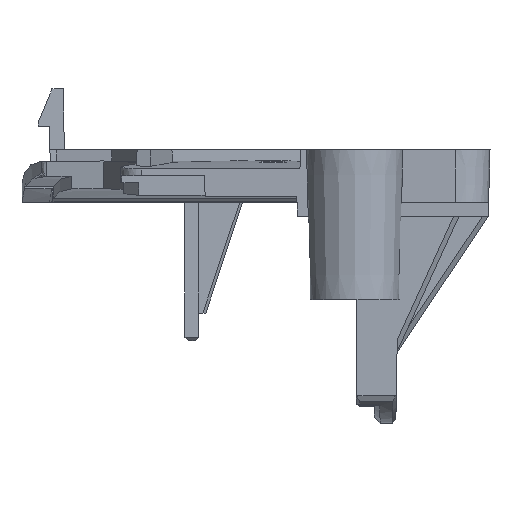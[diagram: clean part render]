
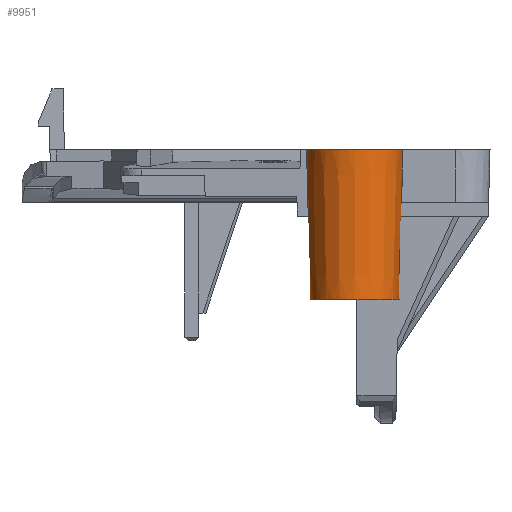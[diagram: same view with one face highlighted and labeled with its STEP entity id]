
A CAD part, left-side view. The second image highlights one B-rep face of the part: STEP entity #9951.
In plain terms, the highlighted conical face has half-angle 1.5 degrees and reference radius 3.202 mm.
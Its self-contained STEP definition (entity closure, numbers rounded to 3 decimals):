
#70=(
BOUNDED_CURVE()
B_SPLINE_CURVE(2,(#21609,#21610,#21611),.UNSPECIFIED.,.F.,.F.)
B_SPLINE_CURVE_WITH_KNOTS((3,3),(2.584,2.672),
 .UNSPECIFIED.)
CURVE()
GEOMETRIC_REPRESENTATION_ITEM()
RATIONAL_B_SPLINE_CURVE((1.,1.,1.))
REPRESENTATION_ITEM('')
);
#85=(
BOUNDED_CURVE()
B_SPLINE_CURVE(2,(#22343,#22344,#22345),.UNSPECIFIED.,.F.,.F.)
B_SPLINE_CURVE_WITH_KNOTS((3,3),(4.366,4.83),
 .UNSPECIFIED.)
CURVE()
GEOMETRIC_REPRESENTATION_ITEM()
RATIONAL_B_SPLINE_CURVE((1.,1.,1.))
REPRESENTATION_ITEM('')
);
#1336=FACE_OUTER_BOUND('',#1877,.T.);
#1877=EDGE_LOOP('',(#9130,#9131,#9132,#9133,#9134,#9135,#9136,#9137,#9138,
#9139));
#2831=LINE('',#22341,#3784);
#2832=LINE('',#22346,#3785);
#3784=VECTOR('',#12811,10.);
#3785=VECTOR('',#12814,3.327);
#3858=CIRCLE('',#10041,3.486);
#3859=CIRCLE('',#10042,3.486);
#3950=CIRCLE('',#10469,3.202);
#3951=CIRCLE('',#10471,3.387);
#3953=CIRCLE('',#10475,3.36);
#4088=VERTEX_POINT('',#13260);
#4089=VERTEX_POINT('',#13262);
#4090=VERTEX_POINT('',#13264);
#4845=VERTEX_POINT('',#21593);
#4846=VERTEX_POINT('',#21596);
#4847=VERTEX_POINT('',#21597);
#4851=VERTEX_POINT('',#21608);
#4853=VERTEX_POINT('',#21618);
#5068=EDGE_CURVE('',#4088,#4089,#3858,.F.);
#5069=EDGE_CURVE('',#4089,#4090,#3859,.F.);
#6154=EDGE_CURVE('',#4845,#4845,#3950,.T.);
#6155=EDGE_CURVE('',#4846,#4847,#3951,.F.);
#6161=EDGE_CURVE('',#4851,#4847,#70,.F.);
#6166=EDGE_CURVE('',#4853,#4851,#3953,.F.);
#6364=EDGE_CURVE('',#4090,#4846,#2831,.T.);
#6365=EDGE_CURVE('',#4088,#4853,#85,.F.);
#6366=EDGE_CURVE('',#4089,#4845,#2832,.T.);
#9130=ORIENTED_EDGE('',*,*,#5068,.F.);
#9131=ORIENTED_EDGE('',*,*,#6365,.T.);
#9132=ORIENTED_EDGE('',*,*,#6166,.T.);
#9133=ORIENTED_EDGE('',*,*,#6161,.T.);
#9134=ORIENTED_EDGE('',*,*,#6155,.F.);
#9135=ORIENTED_EDGE('',*,*,#6364,.F.);
#9136=ORIENTED_EDGE('',*,*,#5069,.F.);
#9137=ORIENTED_EDGE('',*,*,#6366,.T.);
#9138=ORIENTED_EDGE('',*,*,#6154,.F.);
#9139=ORIENTED_EDGE('',*,*,#6366,.F.);
#9478=CONICAL_SURFACE('',#10623,3.202,0.026);
#9951=ADVANCED_FACE('',(#1336),#9478,.T.);
#10041=AXIS2_PLACEMENT_3D('',#13263,#10830,#10831);
#10042=AXIS2_PLACEMENT_3D('',#13265,#10832,#10833);
#10469=AXIS2_PLACEMENT_3D('',#21594,#12372,#12373);
#10471=AXIS2_PLACEMENT_3D('',#21598,#12376,#12377);
#10475=AXIS2_PLACEMENT_3D('',#21619,#12392,#12393);
#10623=AXIS2_PLACEMENT_3D('',#22342,#12812,#12813);
#10830=DIRECTION('center_axis',(0.,0.,-1.));
#10831=DIRECTION('ref_axis',(1.,0.,0.));
#10832=DIRECTION('center_axis',(0.,0.,-1.));
#10833=DIRECTION('ref_axis',(1.,0.,0.));
#12372=DIRECTION('center_axis',(0.,0.,-1.));
#12373=DIRECTION('ref_axis',(1.,0.,0.));
#12376=DIRECTION('center_axis',(0.,0.,-1.));
#12377=DIRECTION('ref_axis',(1.,0.,0.));
#12392=DIRECTION('center_axis',(0.,0.,1.));
#12393=DIRECTION('ref_axis',(1.,0.,0.));
#12811=DIRECTION('',(0.,0.026,-1.));
#12812=DIRECTION('center_axis',(0.,0.,1.));
#12813=DIRECTION('ref_axis',(1.,0.,0.));
#12814=DIRECTION('',(0.026,0.,-1.));
#13260=CARTESIAN_POINT('',(-59.406,9.736,-0.82));
#13262=CARTESIAN_POINT('',(-62.946,6.25,-0.82));
#13263=CARTESIAN_POINT('Origin',(-59.46,6.25,-0.82));
#13264=CARTESIAN_POINT('',(-59.46,2.764,-0.82));
#13265=CARTESIAN_POINT('Origin',(-59.46,6.25,-0.82));
#21593=CARTESIAN_POINT('',(-62.662,6.25,-11.67));
#21594=CARTESIAN_POINT('Origin',(-59.46,6.25,-11.67));
#21596=CARTESIAN_POINT('',(-59.46,2.863,-4.62));
#21597=CARTESIAN_POINT('',(-56.114,6.774,-4.62));
#21598=CARTESIAN_POINT('Origin',(-59.46,6.25,-4.62));
#21608=CARTESIAN_POINT('',(-56.145,6.8,-5.62));
#21609=CARTESIAN_POINT('Ctrl Pts',(-56.114,6.774,-4.62));
#21610=CARTESIAN_POINT('Ctrl Pts',(-56.13,6.787,-5.122));
#21611=CARTESIAN_POINT('Ctrl Pts',(-56.145,6.8,-5.62));
#21618=CARTESIAN_POINT('',(-59.407,9.61,-5.62));
#21619=CARTESIAN_POINT('Origin',(-59.46,6.25,-5.62));
#22341=CARTESIAN_POINT('',(-59.46,3.048,-11.667));
#22342=CARTESIAN_POINT('Origin',(-59.46,6.25,-11.667));
#22343=CARTESIAN_POINT('Ctrl Pts',(-59.407,9.61,-5.62));
#22344=CARTESIAN_POINT('Ctrl Pts',(-59.406,9.672,-3.242));
#22345=CARTESIAN_POINT('Ctrl Pts',(-59.406,9.736,-0.82));
#22346=CARTESIAN_POINT('',(-62.662,6.25,-11.667));
